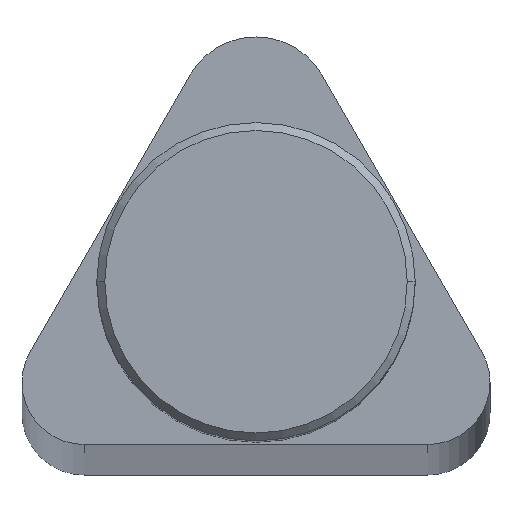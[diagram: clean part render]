
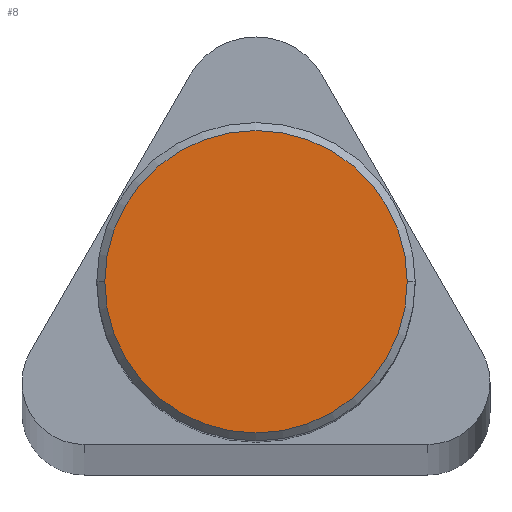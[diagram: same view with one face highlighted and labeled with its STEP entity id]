
A CAD part, top view. The second image highlights one B-rep face of the part: STEP entity #8.
In plain terms, the highlighted planar face has unit normal (0, 0, 1).
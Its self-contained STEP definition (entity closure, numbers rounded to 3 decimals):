
#8 = ADVANCED_FACE ( 'NONE', ( #32 ), #575, .T. ) ;
#32 = FACE_OUTER_BOUND ( 'NONE', #349, .T. ) ;
#46 = AXIS2_PLACEMENT_3D ( 'NONE', #519, #288, #204 ) ;
#51 = CIRCLE ( 'NONE', #556, 9.5 ) ;
#110 = VERTEX_POINT ( 'NONE', #300 ) ;
#123 = DIRECTION ( 'NONE',  ( 0., 0., 1. ) ) ;
#124 = DIRECTION ( 'NONE',  ( 1., 0., 0. ) ) ;
#142 = DIRECTION ( 'NONE',  ( 0., 0., 1. ) ) ;
#158 = CIRCLE ( 'NONE', #246, 9.5 ) ;
#171 = CARTESIAN_POINT ( 'NONE',  ( 0., 10.334, 1150. ) ) ;
#175 = CARTESIAN_POINT ( 'NONE',  ( -9.5, 10.334, 1150. ) ) ;
#204 = DIRECTION ( 'NONE',  ( 1., 0., 0. ) ) ;
#206 = ORIENTED_EDGE ( 'NONE', *, *, #220, .T. ) ;
#216 = ORIENTED_EDGE ( 'NONE', *, *, #426, .T. ) ;
#220 = EDGE_CURVE ( 'NONE', #110, #339, #51, .T. ) ;
#246 = AXIS2_PLACEMENT_3D ( 'NONE', #557, #142, #409 ) ;
#288 = DIRECTION ( 'NONE',  ( 0., 0., 1. ) ) ;
#300 = CARTESIAN_POINT ( 'NONE',  ( 9.5, 10.334, 1150. ) ) ;
#339 = VERTEX_POINT ( 'NONE', #175 ) ;
#349 = EDGE_LOOP ( 'NONE', ( #216, #206 ) ) ;
#409 = DIRECTION ( 'NONE',  ( 1., 0., 0. ) ) ;
#426 = EDGE_CURVE ( 'NONE', #339, #110, #158, .T. ) ;
#519 = CARTESIAN_POINT ( 'NONE',  ( 0., 10.334, 1150. ) ) ;
#556 = AXIS2_PLACEMENT_3D ( 'NONE', #171, #123, #124 ) ;
#557 = CARTESIAN_POINT ( 'NONE',  ( 0., 10.334, 1150. ) ) ;
#575 = PLANE ( 'NONE',  #46 ) ;
